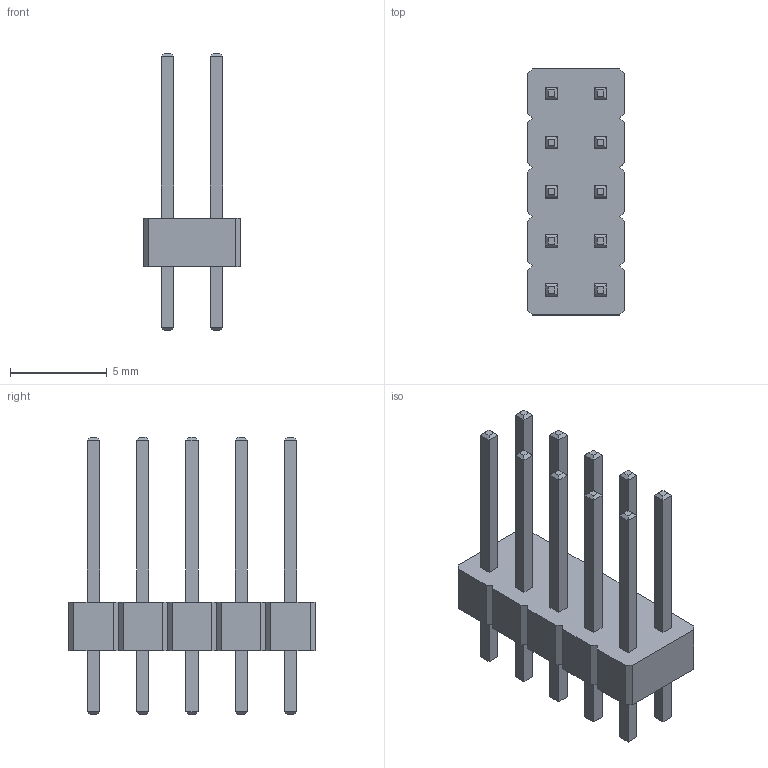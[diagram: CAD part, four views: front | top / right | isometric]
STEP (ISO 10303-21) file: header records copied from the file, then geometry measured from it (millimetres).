
FILE_DESCRIPTION(('FreeCAD Model'),'2;1');
FILE_NAME('./generated_pinheaders//PinHeader_Straight_2x05x2.54mm.step', '2016-10-11T15:57:23',('Author'),(''), 'Open CASCADE STEP processor 6.8','FreeCAD','Unknown');
FILE_SCHEMA(('AUTOMOTIVE_DESIGN_CC2 { 1 2 10303 214 -1 1 5 4 }'));
Length unit declared in the file: millimetre
Products named in the file (2): ASSEMBLY; PinHeader_Straight_2x05x254mm
Assembly tree (1 placements, depth 2):
  ASSEMBLY
    PinHeader_Straight_2x05x254mm
Bounding box: 5 x 12.7 x 14.3 mm (x, y, z)
Volume: 205 mm3; surface area: 513.8 mm2
Topology: 1 solids, 1 shells, 214 faces, 496 edges, 304 vertices
Faces by surface type: plane 214
Entity records: 13657 total; most frequent: CARTESIAN_POINT 2168, DIRECTION 1760, LINE 1328, VECTOR 1328, ORIENTED_EDGE 992, PCURVE 992, DEFINITIONAL_REPRESENTATION 992, EDGE_CURVE 496
